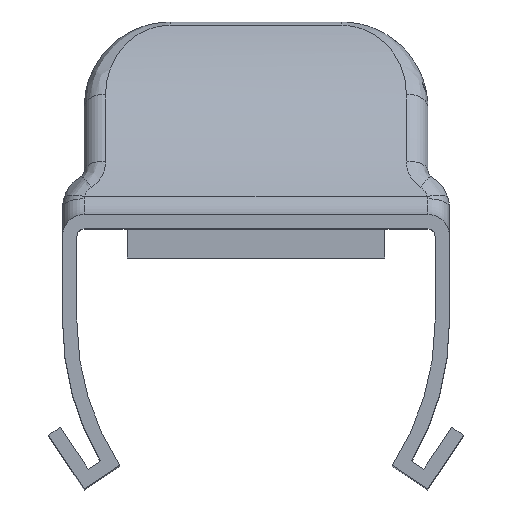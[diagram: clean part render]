
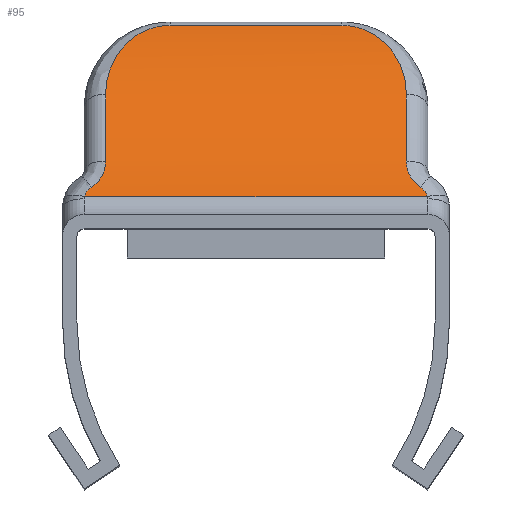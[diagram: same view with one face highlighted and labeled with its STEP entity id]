
A CAD part, top view. The second image highlights one B-rep face of the part: STEP entity #95.
In plain terms, the highlighted cylindrical face has radius 24.793 mm (diameter 49.585 mm), a partial arc.
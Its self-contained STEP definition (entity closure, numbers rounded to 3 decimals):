
#95=ADVANCED_FACE('',(#195),#196,.T.);
#195=FACE_OUTER_BOUND('',#641,.T.);
#196=CYLINDRICAL_SURFACE('',#642,24.793);
#641=EDGE_LOOP('',(#1189,#1190,#1191,#1192,#1193,#1194,#1195,#1196,#1197,#1198));
#642=AXIS2_PLACEMENT_3D('',#1199,#1200,#1201);
#1189=ORIENTED_EDGE('',*,*,#1693,.T.);
#1190=ORIENTED_EDGE('',*,*,#1690,.T.);
#1191=ORIENTED_EDGE('',*,*,#1723,.T.);
#1192=ORIENTED_EDGE('',*,*,#1714,.T.);
#1193=ORIENTED_EDGE('',*,*,#1711,.T.);
#1194=ORIENTED_EDGE('',*,*,#1708,.T.);
#1195=ORIENTED_EDGE('',*,*,#1705,.T.);
#1196=ORIENTED_EDGE('',*,*,#1702,.T.);
#1197=ORIENTED_EDGE('',*,*,#1699,.T.);
#1198=ORIENTED_EDGE('',*,*,#1696,.T.);
#1199=CARTESIAN_POINT('',(12.5,-6.5,-2.887));
#1200=DIRECTION('',(1.0,0.0,-0.0));
#1201=DIRECTION('',(0.0,0.0,1.0));
#1690=EDGE_CURVE('',#1961,#1956,#1965,.T.);
#1693=EDGE_CURVE('',#1966,#1961,#1970,.T.);
#1696=EDGE_CURVE('',#1971,#1966,#1975,.T.);
#1699=EDGE_CURVE('',#1976,#1971,#1980,.T.);
#1702=EDGE_CURVE('',#1981,#1976,#1985,.T.);
#1705=EDGE_CURVE('',#1986,#1981,#1990,.T.);
#1708=EDGE_CURVE('',#1991,#1986,#1995,.T.);
#1711=EDGE_CURVE('',#1996,#1991,#2000,.T.);
#1714=EDGE_CURVE('',#2001,#1996,#2005,.T.);
#1723=EDGE_CURVE('',#1956,#2001,#2018,.T.);
#1956=VERTEX_POINT('',#2330);
#1961=VERTEX_POINT('',#2341);
#1965=B_SPLINE_CURVE_WITH_KNOTS('',3,(#2354,#2355,#2356,#2357),.UNSPECIFIED.,.F.,.F.,(4,4),(0.0,0.001),.UNSPECIFIED.);
#1966=VERTEX_POINT('',#2358);
#1970=B_SPLINE_CURVE_WITH_KNOTS('',3,(#2369,#2370,#2371,#2372,#2373,#2374,#2375,#2376,#2377,#2378),.UNSPECIFIED.,.F.,.F.,(4,2,2,2,4),(0.0,0.001,0.001,0.002,0.002),.UNSPECIFIED.);
#1971=VERTEX_POINT('',#2379);
#1975=CIRCLE('',#2383,24.793);
#1976=VERTEX_POINT('',#2384);
#1980=B_SPLINE_CURVE_WITH_KNOTS('',3,(#2405,#2406,#2407,#2408,#2409,#2410,#2411,#2412,#2413,#2414,#2415,#2416,#2417,#2418,#2419,#2420,#2421,#2422,#2423,#2424),.UNSPECIFIED.,.F.,.F.,(4,2,2,2,2,2,2,2,2,4),(0.0,0.001,0.001,0.002,0.002,0.003,0.005,0.006,0.007,0.009),.UNSPECIFIED.);
#1981=VERTEX_POINT('',#2425);
#1985=LINE('',#2430,#2431);
#1986=VERTEX_POINT('',#2432);
#1990=B_SPLINE_CURVE_WITH_KNOTS('',3,(#2457,#2458,#2459,#2460,#2461,#2462,#2463,#2464,#2465,#2466,#2467,#2468,#2469,#2470,#2471,#2472,#2473,#2474),.UNSPECIFIED.,.F.,.F.,(4,2,2,2,2,2,2,2,4),(0.0,0.002,0.003,0.005,0.006,0.007,0.008,0.009,0.009),.UNSPECIFIED.);
#1991=VERTEX_POINT('',#2475);
#1995=CIRCLE('',#2479,24.793);
#1996=VERTEX_POINT('',#2480);
#2000=B_SPLINE_CURVE_WITH_KNOTS('',3,(#2491,#2492,#2493,#2494,#2495,#2496,#2497,#2498,#2499,#2500),.UNSPECIFIED.,.F.,.F.,(4,2,2,2,4),(0.0,0.001,0.001,0.002,0.002),.UNSPECIFIED.);
#2001=VERTEX_POINT('',#2501);
#2005=B_SPLINE_CURVE_WITH_KNOTS('',3,(#2514,#2515,#2516,#2517,#2518,#2519),.UNSPECIFIED.,.F.,.F.,(4,2,4),(0.0,0.,0.001),.UNSPECIFIED.);
#2018=LINE('',#2540,#2541);
#2330=CARTESIAN_POINT('',(-11.966,2.291,20.294));
#2341=CARTESIAN_POINT('',(-11.5,2.937,20.039));
#2354=CARTESIAN_POINT('',(-11.5,2.937,20.039));
#2355=CARTESIAN_POINT('',(-11.74,2.79,20.1));
#2356=CARTESIAN_POINT('',(-11.9,2.552,20.195));
#2357=CARTESIAN_POINT('',(-11.966,2.291,20.294));
#2358=CARTESIAN_POINT('',(-10.5,4.781,19.19));
#2369=CARTESIAN_POINT('',(-10.5,4.781,19.19));
#2370=CARTESIAN_POINT('',(-10.5,4.604,19.28));
#2371=CARTESIAN_POINT('',(-10.52,4.43,19.367));
#2372=CARTESIAN_POINT('',(-10.602,4.085,19.533));
#2373=CARTESIAN_POINT('',(-10.665,3.913,19.613));
#2374=CARTESIAN_POINT('',(-10.832,3.592,19.759));
#2375=CARTESIAN_POINT('',(-10.937,3.439,19.826));
#2376=CARTESIAN_POINT('',(-11.19,3.16,19.946));
#2377=CARTESIAN_POINT('',(-11.335,3.039,19.997));
#2378=CARTESIAN_POINT('',(-11.5,2.937,20.039));
#2379=CARTESIAN_POINT('',(-10.5,9.466,16.08));
#2383=AXIS2_PLACEMENT_3D('',#2986,#2987,#2988);
#2384=CARTESIAN_POINT('',(-6.,14.256,10.672));
#2405=CARTESIAN_POINT('',(-6.,14.256,10.672));
#2406=CARTESIAN_POINT('',(-6.196,14.256,10.672));
#2407=CARTESIAN_POINT('',(-6.388,14.242,10.693));
#2408=CARTESIAN_POINT('',(-6.762,14.191,10.771));
#2409=CARTESIAN_POINT('',(-6.947,14.152,10.83));
#2410=CARTESIAN_POINT('',(-7.294,14.057,10.971));
#2411=CARTESIAN_POINT('',(-7.458,14.001,11.055));
#2412=CARTESIAN_POINT('',(-7.771,13.873,11.242));
#2413=CARTESIAN_POINT('',(-7.921,13.801,11.345));
#2414=CARTESIAN_POINT('',(-8.342,13.57,11.671));
#2415=CARTESIAN_POINT('',(-8.588,13.396,11.908));
#2416=CARTESIAN_POINT('',(-9.036,13.015,12.408));
#2417=CARTESIAN_POINT('',(-9.236,12.807,12.67));
#2418=CARTESIAN_POINT('',(-9.587,12.372,13.195));
#2419=CARTESIAN_POINT('',(-9.741,12.143,13.46));
#2420=CARTESIAN_POINT('',(-10.008,11.661,13.994));
#2421=CARTESIAN_POINT('',(-10.122,11.408,14.263));
#2422=CARTESIAN_POINT('',(-10.4,10.617,15.063));
#2423=CARTESIAN_POINT('',(-10.5,10.059,15.581));
#2424=CARTESIAN_POINT('',(-10.5,9.466,16.08));
#2425=CARTESIAN_POINT('',(6.0,14.256,10.672));
#2430=CARTESIAN_POINT('',(12.5,14.256,10.672));
#2431=VECTOR('',#2996,1000.0);
#2432=CARTESIAN_POINT('',(10.5,9.466,16.08));
#2457=CARTESIAN_POINT('',(10.5,9.466,16.08));
#2458=CARTESIAN_POINT('',(10.5,10.059,15.581));
#2459=CARTESIAN_POINT('',(10.4,10.617,15.064));
#2460=CARTESIAN_POINT('',(10.122,11.408,14.262));
#2461=CARTESIAN_POINT('',(10.008,11.661,13.994));
#2462=CARTESIAN_POINT('',(9.741,12.142,13.461));
#2463=CARTESIAN_POINT('',(9.588,12.371,13.196));
#2464=CARTESIAN_POINT('',(9.236,12.807,12.67));
#2465=CARTESIAN_POINT('',(9.036,13.014,12.408));
#2466=CARTESIAN_POINT('',(8.589,13.395,11.909));
#2467=CARTESIAN_POINT('',(8.342,13.57,11.671));
#2468=CARTESIAN_POINT('',(7.778,13.879,11.235));
#2469=CARTESIAN_POINT('',(7.47,14.009,11.043));
#2470=CARTESIAN_POINT('',(6.946,14.153,10.829));
#2471=CARTESIAN_POINT('',(6.764,14.19,10.772));
#2472=CARTESIAN_POINT('',(6.39,14.242,10.694));
#2473=CARTESIAN_POINT('',(6.196,14.256,10.672));
#2474=CARTESIAN_POINT('',(6.0,14.256,10.672));
#2475=CARTESIAN_POINT('',(10.5,4.781,19.19));
#2479=AXIS2_PLACEMENT_3D('',#3006,#3007,#3008);
#2480=CARTESIAN_POINT('',(11.5,2.937,20.039));
#2491=CARTESIAN_POINT('',(11.5,2.937,20.039));
#2492=CARTESIAN_POINT('',(11.335,3.038,19.997));
#2493=CARTESIAN_POINT('',(11.191,3.16,19.946));
#2494=CARTESIAN_POINT('',(10.939,3.436,19.827));
#2495=CARTESIAN_POINT('',(10.833,3.59,19.76));
#2496=CARTESIAN_POINT('',(10.666,3.913,19.613));
#2497=CARTESIAN_POINT('',(10.603,4.084,19.533));
#2498=CARTESIAN_POINT('',(10.52,4.429,19.367));
#2499=CARTESIAN_POINT('',(10.5,4.605,19.28));
#2500=CARTESIAN_POINT('',(10.5,4.781,19.19));
#2501=CARTESIAN_POINT('',(11.966,2.291,20.294));
#2514=CARTESIAN_POINT('',(11.966,2.291,20.294));
#2515=CARTESIAN_POINT('',(11.933,2.422,20.245));
#2516=CARTESIAN_POINT('',(11.877,2.545,20.197));
#2517=CARTESIAN_POINT('',(11.72,2.767,20.108));
#2518=CARTESIAN_POINT('',(11.62,2.863,20.069));
#2519=CARTESIAN_POINT('',(11.5,2.937,20.039));
#2540=CARTESIAN_POINT('',(12.5,2.291,20.294));
#2541=VECTOR('',#3029,1000.0);
#2986=CARTESIAN_POINT('',(-10.5,-6.5,-2.887));
#2987=DIRECTION('',(1.0,0.0,-0.0));
#2988=DIRECTION('',(0.0,0.,1.0));
#2996=DIRECTION('',(-1.0,-0.0,-0.0));
#3006=CARTESIAN_POINT('',(10.5,-6.5,-2.887));
#3007=DIRECTION('',(-1.0,0.0,0.0));
#3008=DIRECTION('',(0.0,0.0,1.0));
#3029=DIRECTION('',(1.0,0.0,0.0));
